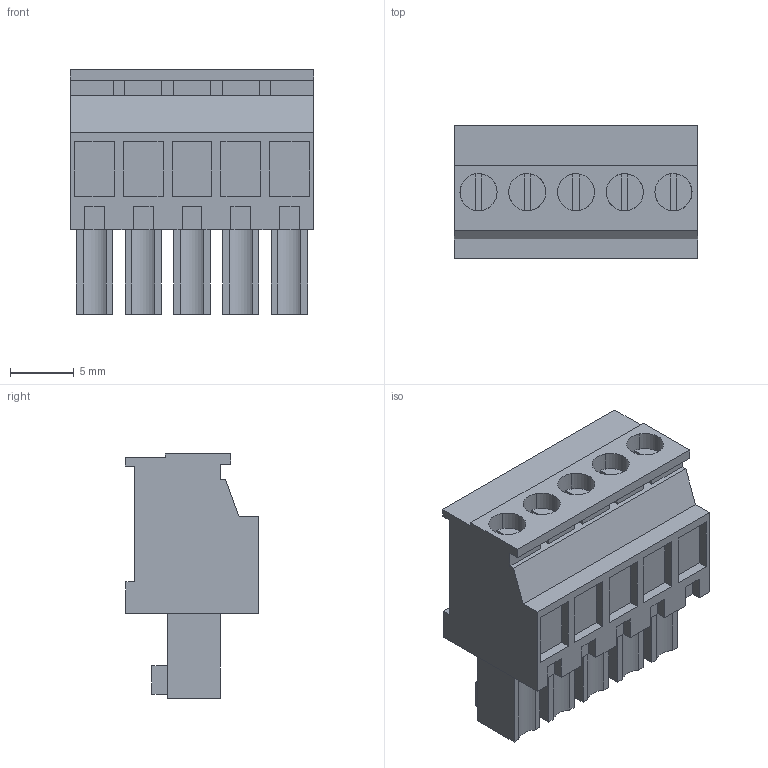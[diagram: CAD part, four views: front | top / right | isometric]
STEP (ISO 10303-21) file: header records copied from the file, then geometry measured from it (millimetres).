
FILE_DESCRIPTION(('CATIA V5 STEP Exchange','CAx-IF Rec.Pracs.--- Model Styling and Organization---1.2---2011-12-15'),'2;1');
FILE_NAME ('D1459671_0_1940220000_1940220000.stp','2017-04-13T06:40:40+00:00',('none'),('Weidmueller'),'CATIA Version 5-6 Release 2014','CATIA V5 STEP AP214','none');
FILE_SCHEMA(('AUTOMOTIVE_DESIGN { 1 0 10303 214 1 1 1 1 }'));
Length unit declared in the file: millimetre
Products named in the file (1): 1940220000
Bounding box: 19.05 x 10.45 x 19.1 mm (x, y, z)
Volume: 2354.2 mm3; surface area: 2003.4 mm2
Topology: 6 solids, 6 shells, 235 faces, 604 edges, 408 vertices
Faces by surface type: plane 196, cylinder 39
Entity records: 6771 total; most frequent: CARTESIAN_POINT 1258, ORIENTED_EDGE 1208, DIRECTION 940, EDGE_CURVE 604, VECTOR 506, LINE 506, VERTEX_POINT 408, EDGE_LOOP 262
